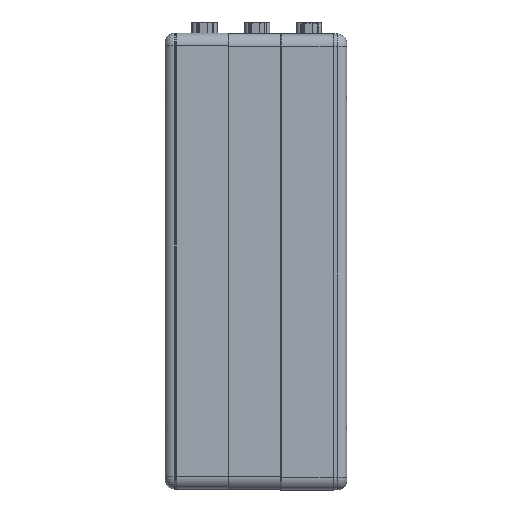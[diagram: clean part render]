
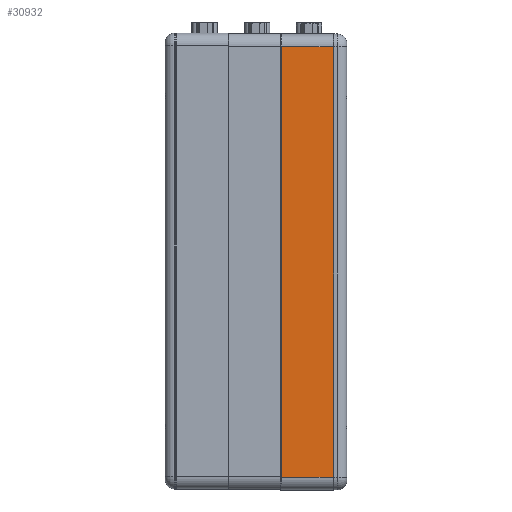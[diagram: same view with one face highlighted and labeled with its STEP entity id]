
A CAD part, left-side view. The second image highlights one B-rep face of the part: STEP entity #30932.
In plain terms, the highlighted face is planar.
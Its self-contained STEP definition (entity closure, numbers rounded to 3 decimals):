
#962 = ORIENTED_EDGE ( 'NONE', *, *, #45791, .T. ) ;
#3750 = VECTOR ( 'NONE', #12727, 1000. ) ;
#6039 = DIRECTION ( 'NONE',  ( 0., -1., 0. ) ) ;
#8148 = EDGE_CURVE ( 'NONE', #40815, #10054, #35605, .T. ) ;
#8428 = CARTESIAN_POINT ( 'NONE',  ( 0.9, 85., -4. ) ) ;
#8626 = CARTESIAN_POINT ( 'NONE',  ( 17.5, 85., -141. ) ) ;
#9873 = VECTOR ( 'NONE', #32250, 1000. ) ;
#10054 = VERTEX_POINT ( 'NONE', #8626 ) ;
#11941 = DIRECTION ( 'NONE',  ( -1., 0., 0. ) ) ;
#12727 = DIRECTION ( 'NONE',  ( 0., 0., 1. ) ) ;
#16022 = VERTEX_POINT ( 'NONE', #18593 ) ;
#17425 = CARTESIAN_POINT ( 'NONE',  ( 17.5, 85., -4. ) ) ;
#17750 = VECTOR ( 'NONE', #43826, 1000. ) ;
#18593 = CARTESIAN_POINT ( 'NONE',  ( 0.9, 85., -141. ) ) ;
#22709 = LINE ( 'NONE', #27245, #32307 ) ;
#22774 = LINE ( 'NONE', #40721, #17750 ) ;
#23488 = LINE ( 'NONE', #26833, #3750 ) ;
#25492 = VERTEX_POINT ( 'NONE', #8428 ) ;
#26833 = CARTESIAN_POINT ( 'NONE',  ( 0.9, 85., -4. ) ) ;
#27245 = CARTESIAN_POINT ( 'NONE',  ( 17.6, 85., -4. ) ) ;
#27769 = EDGE_CURVE ( 'NONE', #40815, #25492, #22709, .T. ) ;
#28293 = DIRECTION ( 'NONE',  ( 0., 0., -1. ) ) ;
#28506 = EDGE_CURVE ( 'NONE', #10054, #16022, #22774, .T. ) ;
#30932 = ADVANCED_FACE ( 'NONE', ( #38816 ), #42404, .F. ) ;
#32086 = ORIENTED_EDGE ( 'NONE', *, *, #27769, .F. ) ;
#32250 = DIRECTION ( 'NONE',  ( 0., 0., -1. ) ) ;
#32307 = VECTOR ( 'NONE', #11941, 1000. ) ;
#35484 = ORIENTED_EDGE ( 'NONE', *, *, #28506, .T. ) ;
#35605 = LINE ( 'NONE', #17425, #9873 ) ;
#38816 = FACE_OUTER_BOUND ( 'NONE', #46588, .T. ) ;
#40186 = ORIENTED_EDGE ( 'NONE', *, *, #8148, .T. ) ;
#40721 = CARTESIAN_POINT ( 'NONE',  ( 17.6, 85., -141. ) ) ;
#40815 = VERTEX_POINT ( 'NONE', #40860 ) ;
#40860 = CARTESIAN_POINT ( 'NONE',  ( 17.5, 85., -4. ) ) ;
#40868 = AXIS2_PLACEMENT_3D ( 'NONE', #46466, #6039, #28293 ) ;
#42404 = PLANE ( 'NONE',  #40868 ) ;
#43826 = DIRECTION ( 'NONE',  ( -1., 0., 0. ) ) ;
#45791 = EDGE_CURVE ( 'NONE', #16022, #25492, #23488, .T. ) ;
#46466 = CARTESIAN_POINT ( 'NONE',  ( 17.6, 85., -4. ) ) ;
#46588 = EDGE_LOOP ( 'NONE', ( #32086, #40186, #35484, #962 ) ) ;
